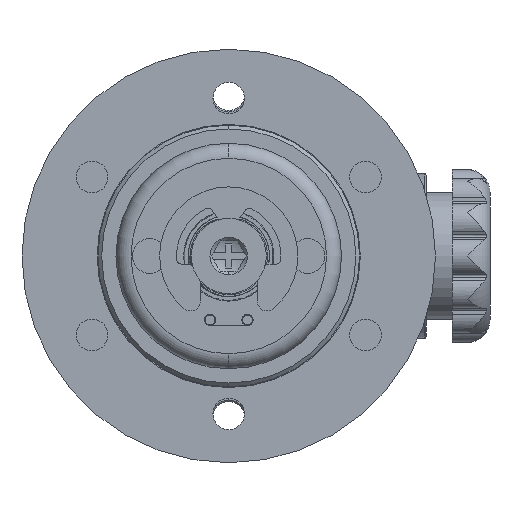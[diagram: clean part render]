
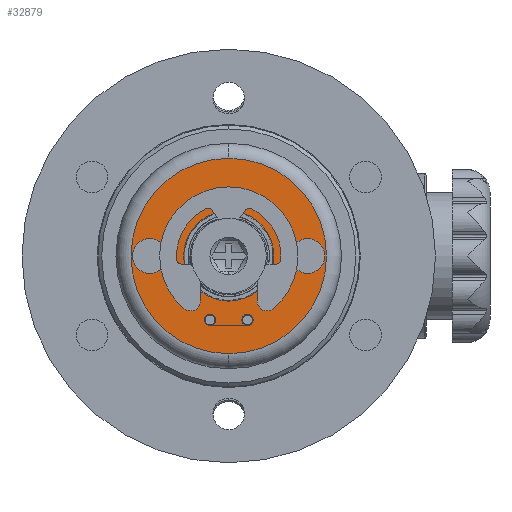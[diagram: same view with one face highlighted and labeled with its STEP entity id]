
A CAD part, front view. The second image highlights one B-rep face of the part: STEP entity #32879.
In plain terms, the highlighted planar face has unit normal (0, -1, 0).
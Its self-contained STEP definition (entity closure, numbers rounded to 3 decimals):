
#111 = AXIS2_PLACEMENT_3D ( 'NONE', #32624, #4419, #14694 ) ;
#233 = EDGE_CURVE ( 'NONE', #26347, #2310, #11536, .T. ) ;
#263 = DIRECTION ( 'NONE',  ( 0., 0., -1. ) ) ;
#567 = CIRCLE ( 'NONE', #29721, 0.75 ) ;
#656 = CARTESIAN_POINT ( 'NONE',  ( 10.5, -109.5, 0. ) ) ;
#919 = DIRECTION ( 'NONE',  ( 0., 0., 1. ) ) ;
#1188 = CARTESIAN_POINT ( 'NONE',  ( -2.184, -109.5, -9.18 ) ) ;
#1408 = ORIENTED_EDGE ( 'NONE', *, *, #26909, .F. ) ;
#1587 = DIRECTION ( 'NONE',  ( 0., 0., -1. ) ) ;
#2310 = VERTEX_POINT ( 'NONE', #4536 ) ;
#2395 = ORIENTED_EDGE ( 'NONE', *, *, #22571, .F. ) ;
#2614 = AXIS2_PLACEMENT_3D ( 'NONE', #12329, #17934, #10296 ) ;
#2935 = VERTEX_POINT ( 'NONE', #3960 ) ;
#2957 = DIRECTION ( 'NONE',  ( 0., 0., -1. ) ) ;
#3198 = AXIS2_PLACEMENT_3D ( 'NONE', #656, #17575, #4751 ) ;
#3405 = VERTEX_POINT ( 'NONE', #22374 ) ;
#3960 = CARTESIAN_POINT ( 'NONE',  ( 2.187, -109.5, -9.182 ) ) ;
#4096 = LINE ( 'NONE', #20500, #5315 ) ;
#4159 = CARTESIAN_POINT ( 'NONE',  ( 0., -109.5, 13. ) ) ;
#4418 = EDGE_CURVE ( 'NONE', #7065, #5407, #32898, .T. ) ;
#4419 = DIRECTION ( 'NONE',  ( 0., 1., 0. ) ) ;
#4536 = CARTESIAN_POINT ( 'NONE',  ( 10.5, -109.5, -2.3 ) ) ;
#4649 = EDGE_LOOP ( 'NONE', ( #29741, #18906, #1408, #28627 ) ) ;
#4706 = VECTOR ( 'NONE', #22201, 1000. ) ;
#4751 = DIRECTION ( 'NONE',  ( 0., 0., -1. ) ) ;
#5315 = VECTOR ( 'NONE', #17589, 1000. ) ;
#5407 = VERTEX_POINT ( 'NONE', #25120 ) ;
#5717 = ORIENTED_EDGE ( 'NONE', *, *, #19593, .F. ) ;
#6144 = CARTESIAN_POINT ( 'NONE',  ( 0., -109.5, 0. ) ) ;
#6294 = VERTEX_POINT ( 'NONE', #21375 ) ;
#6442 = AXIS2_PLACEMENT_3D ( 'NONE', #9164, #21549, #919 ) ;
#6628 = CARTESIAN_POINT ( 'NONE',  ( 0., -109.5, 0. ) ) ;
#7065 = VERTEX_POINT ( 'NONE', #10633 ) ;
#7411 = CIRCLE ( 'NONE', #17679, 0.75 ) ;
#7418 = DIRECTION ( 'NONE',  ( 0., 0., -1. ) ) ;
#7750 = AXIS2_PLACEMENT_3D ( 'NONE', #13064, #18177, #263 ) ;
#7866 = CIRCLE ( 'NONE', #32710, 6. ) ;
#8892 = EDGE_LOOP ( 'NONE', ( #28404, #28584 ) ) ;
#9164 = CARTESIAN_POINT ( 'NONE',  ( -10.5, -109.5, 0. ) ) ;
#9669 = DIRECTION ( 'NONE',  ( 0., -1., 0. ) ) ;
#9834 = DIRECTION ( 'NONE',  ( 0., -1., 0. ) ) ;
#10214 = DIRECTION ( 'NONE',  ( 0., -1., 0. ) ) ;
#10296 = DIRECTION ( 'NONE',  ( 0., 0., 1. ) ) ;
#10633 = CARTESIAN_POINT ( 'NONE',  ( -10.5, -109.5, 2.3 ) ) ;
#11536 = CIRCLE ( 'NONE', #7750, 2.3 ) ;
#12005 = VERTEX_POINT ( 'NONE', #21618 ) ;
#12208 = VERTEX_POINT ( 'NONE', #4159 ) ;
#12329 = CARTESIAN_POINT ( 'NONE',  ( -10.5, -109.5, 0. ) ) ;
#13064 = CARTESIAN_POINT ( 'NONE',  ( 10.5, -109.5, 0. ) ) ;
#13429 = CARTESIAN_POINT ( 'NONE',  ( 0., -109.5, 0. ) ) ;
#13464 = EDGE_CURVE ( 'NONE', #3405, #2935, #7411, .T. ) ;
#13688 = ORIENTED_EDGE ( 'NONE', *, *, #13875, .T. ) ;
#13854 = ORIENTED_EDGE ( 'NONE', *, *, #14779, .T. ) ;
#13875 = EDGE_CURVE ( 'NONE', #12208, #6294, #24210, .T. ) ;
#13929 = AXIS2_PLACEMENT_3D ( 'NONE', #6628, #9669, #1587 ) ;
#14003 = AXIS2_PLACEMENT_3D ( 'NONE', #13429, #10214, #2957 ) ;
#14265 = EDGE_CURVE ( 'NONE', #2310, #26347, #23705, .T. ) ;
#14384 = CARTESIAN_POINT ( 'NONE',  ( 2.5, -109.5, -9.25 ) ) ;
#14694 = DIRECTION ( 'NONE',  ( 0., 0., -1. ) ) ;
#14779 = EDGE_CURVE ( 'NONE', #6294, #12208, #28628, .T. ) ;
#14884 = LINE ( 'NONE', #14384, #4706 ) ;
#15155 = EDGE_LOOP ( 'NONE', ( #13854, #13688 ) ) ;
#15497 = VERTEX_POINT ( 'NONE', #29280 ) ;
#15824 = ORIENTED_EDGE ( 'NONE', *, *, #14265, .F. ) ;
#15868 = DIRECTION ( 'NONE',  ( 0., 0., 1. ) ) ;
#16441 = DIRECTION ( 'NONE',  ( 0., 0., 1. ) ) ;
#17156 = CIRCLE ( 'NONE', #2614, 2.3 ) ;
#17287 = CARTESIAN_POINT ( 'NONE',  ( 2.5, -109.5, -8.5 ) ) ;
#17575 = DIRECTION ( 'NONE',  ( 0., -1., 0. ) ) ;
#17589 = DIRECTION ( 'NONE',  ( -1., 0., 0. ) ) ;
#17679 = AXIS2_PLACEMENT_3D ( 'NONE', #17287, #9834, #30490 ) ;
#17934 = DIRECTION ( 'NONE',  ( 0., -1., 0. ) ) ;
#18177 = DIRECTION ( 'NONE',  ( 0., -1., 0. ) ) ;
#18421 = EDGE_LOOP ( 'NONE', ( #5717, #2395 ) ) ;
#18426 = VERTEX_POINT ( 'NONE', #20194 ) ;
#18906 = ORIENTED_EDGE ( 'NONE', *, *, #28559, .F. ) ;
#19148 = FACE_BOUND ( 'NONE', #8892, .T. ) ;
#19494 = FACE_BOUND ( 'NONE', #18421, .T. ) ;
#19593 = EDGE_CURVE ( 'NONE', #18426, #12005, #31944, .T. ) ;
#20194 = CARTESIAN_POINT ( 'NONE',  ( 0., -109.5, 6. ) ) ;
#20500 = CARTESIAN_POINT ( 'NONE',  ( 2.187, -109.5, -9.182 ) ) ;
#21375 = CARTESIAN_POINT ( 'NONE',  ( 0., -109.5, -13. ) ) ;
#21549 = DIRECTION ( 'NONE',  ( 0., -1., 0. ) ) ;
#21618 = CARTESIAN_POINT ( 'NONE',  ( 0., -109.5, -6. ) ) ;
#22010 = FACE_OUTER_BOUND ( 'NONE', #15155, .T. ) ;
#22178 = PLANE ( 'NONE',  #111 ) ;
#22201 = DIRECTION ( 'NONE',  ( 1., 0., 0. ) ) ;
#22374 = CARTESIAN_POINT ( 'NONE',  ( 2.5, -109.5, -9.25 ) ) ;
#22571 = EDGE_CURVE ( 'NONE', #12005, #18426, #7866, .T. ) ;
#23705 = CIRCLE ( 'NONE', #3198, 2.3 ) ;
#23912 = DIRECTION ( 'NONE',  ( 0., -1., 0. ) ) ;
#24210 = CIRCLE ( 'NONE', #13929, 13. ) ;
#24625 = EDGE_CURVE ( 'NONE', #5407, #7065, #17156, .T. ) ;
#24864 = FACE_BOUND ( 'NONE', #30301, .T. ) ;
#25120 = CARTESIAN_POINT ( 'NONE',  ( -10.5, -109.5, -2.3 ) ) ;
#25502 = CARTESIAN_POINT ( 'NONE',  ( 10.5, -109.5, 2.3 ) ) ;
#26185 = CARTESIAN_POINT ( 'NONE',  ( 0., -109.5, 0. ) ) ;
#26347 = VERTEX_POINT ( 'NONE', #25502 ) ;
#26909 = EDGE_CURVE ( 'NONE', #26982, #15497, #567, .T. ) ;
#26982 = VERTEX_POINT ( 'NONE', #1188 ) ;
#28404 = ORIENTED_EDGE ( 'NONE', *, *, #4418, .F. ) ;
#28419 = CARTESIAN_POINT ( 'NONE',  ( -2.5, -109.5, -8.5 ) ) ;
#28559 = EDGE_CURVE ( 'NONE', #15497, #3405, #14884, .T. ) ;
#28584 = ORIENTED_EDGE ( 'NONE', *, *, #24625, .F. ) ;
#28627 = ORIENTED_EDGE ( 'NONE', *, *, #29413, .F. ) ;
#28628 = CIRCLE ( 'NONE', #14003, 13. ) ;
#28732 = AXIS2_PLACEMENT_3D ( 'NONE', #26185, #29104, #15868 ) ;
#29104 = DIRECTION ( 'NONE',  ( 0., -1., 0. ) ) ;
#29280 = CARTESIAN_POINT ( 'NONE',  ( -2.5, -109.5, -9.25 ) ) ;
#29413 = EDGE_CURVE ( 'NONE', #2935, #26982, #4096, .T. ) ;
#29486 = ORIENTED_EDGE ( 'NONE', *, *, #233, .F. ) ;
#29721 = AXIS2_PLACEMENT_3D ( 'NONE', #28419, #31121, #7418 ) ;
#29741 = ORIENTED_EDGE ( 'NONE', *, *, #13464, .F. ) ;
#29781 = FACE_BOUND ( 'NONE', #4649, .T. ) ;
#30301 = EDGE_LOOP ( 'NONE', ( #15824, #29486 ) ) ;
#30490 = DIRECTION ( 'NONE',  ( 0., 0., 1. ) ) ;
#31121 = DIRECTION ( 'NONE',  ( 0., -1., 0. ) ) ;
#31944 = CIRCLE ( 'NONE', #28732, 6. ) ;
#32624 = CARTESIAN_POINT ( 'NONE',  ( -15., -109.5, 0. ) ) ;
#32710 = AXIS2_PLACEMENT_3D ( 'NONE', #6144, #23912, #16441 ) ;
#32879 = ADVANCED_FACE ( 'NONE', ( #19494, #22010, #19148, #24864, #29781 ), #22178, .F. ) ;
#32898 = CIRCLE ( 'NONE', #6442, 2.3 ) ;
